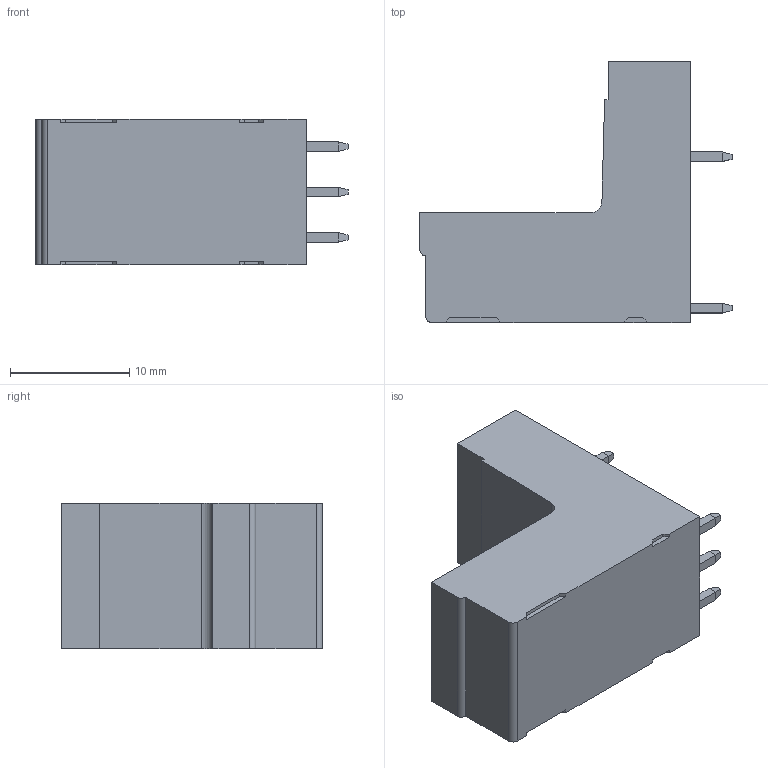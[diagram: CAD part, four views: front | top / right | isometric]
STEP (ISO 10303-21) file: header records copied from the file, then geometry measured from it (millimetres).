
FILE_DESCRIPTION((''),'2;1');
FILE_NAME('TLPHDC-105R-1','2024-09-23T15:52:54',('sheji109'),(''),'CREO PARAMETRIC BY PTC INC, 2018100','CREO PARAMETRIC BY PTC INC, 2018100','');
FILE_SCHEMA(('CONFIG_CONTROL_DESIGN'));
Length unit declared in the file: millimetre
Products named in the file (1): TLPHDC-105R-1
Bounding box: 26.2 x 21.9 x 12.22 mm (x, y, z)
Volume: 2868.7 mm3; surface area: 3378.5 mm2
Topology: 1 solids, 1 shells, 541 faces, 1475 edges, 949 vertices
Faces by surface type: plane 442, cylinder 90, cone 6, sphere 3
Entity records: 16888 total; most frequent: CARTESIAN_POINT 3097, ORIENTED_EDGE 2944, DIRECTION 2718, EDGE_CURVE 1472, VECTOR 1246, LINE 1246, VERTEX_POINT 949, AXIS2_PLACEMENT_3D 736
